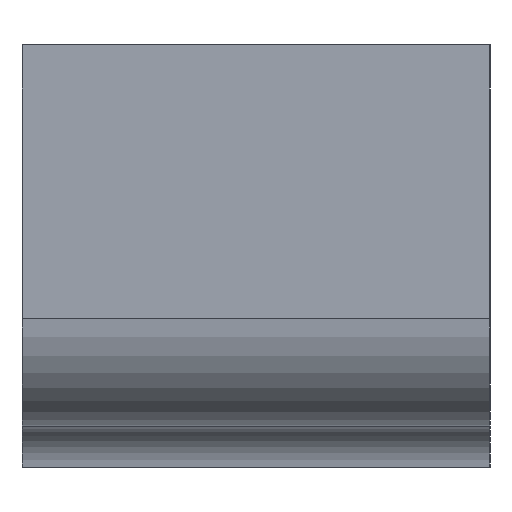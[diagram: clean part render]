
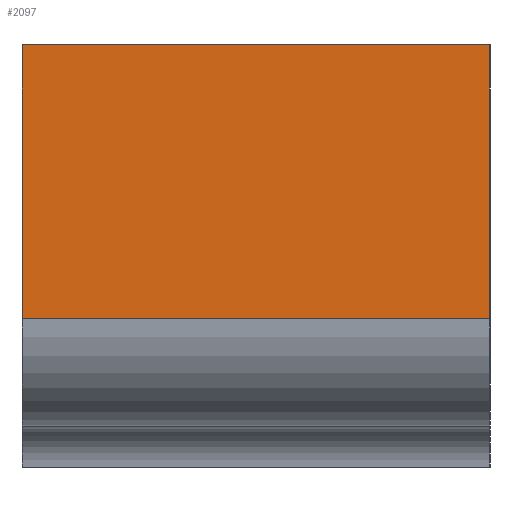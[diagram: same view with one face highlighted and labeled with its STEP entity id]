
A CAD part, left-side view. The second image highlights one B-rep face of the part: STEP entity #2097.
In plain terms, the highlighted planar face has unit normal (-1, 0, -0.027).
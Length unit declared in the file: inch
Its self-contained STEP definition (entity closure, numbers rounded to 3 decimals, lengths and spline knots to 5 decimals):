
#240=FACE_OUTER_BOUND('',#355,.T.);
#355=EDGE_LOOP('',(#1819,#1820,#1821,#1822));
#572=LINE('',#3500,#792);
#573=LINE('',#3503,#793);
#574=LINE('',#3505,#794);
#575=LINE('',#3506,#795);
#792=VECTOR('',#2847,0.3937);
#793=VECTOR('',#2850,0.3937);
#794=VECTOR('',#2851,0.3937);
#795=VECTOR('',#2852,0.3937);
#996=VERTEX_POINT('',#3493);
#999=VERTEX_POINT('',#3498);
#1000=VERTEX_POINT('',#3502);
#1001=VERTEX_POINT('',#3504);
#1294=EDGE_CURVE('',#999,#996,#572,.T.);
#1295=EDGE_CURVE('',#1000,#999,#573,.T.);
#1296=EDGE_CURVE('',#1000,#1001,#574,.T.);
#1297=EDGE_CURVE('',#996,#1001,#575,.F.);
#1819=ORIENTED_EDGE('',*,*,#1294,.F.);
#1820=ORIENTED_EDGE('',*,*,#1295,.F.);
#1821=ORIENTED_EDGE('',*,*,#1296,.T.);
#1822=ORIENTED_EDGE('',*,*,#1297,.F.);
#1997=PLANE('',#2291);
#2097=ADVANCED_FACE('',(#240),#1997,.T.);
#2291=AXIS2_PLACEMENT_3D('',#3501,#2848,#2849);
#2847=DIRECTION('',(0.,1.,0.));
#2848=DIRECTION('center_axis',(-1.,0.,-0.027));
#2849=DIRECTION('ref_axis',(-0.027,0.,1.));
#2850=DIRECTION('',(0.027,0.,-1.));
#2851=DIRECTION('',(0.,1.,0.));
#2852=DIRECTION('',(0.027,0.,-1.));
#3493=CARTESIAN_POINT('',(-3.02507,1.73228,-0.24214));
#3498=CARTESIAN_POINT('',(-3.02507,-0.07874,-0.24214));
#3500=CARTESIAN_POINT('',(-3.02507,0.,-0.24214));
#3501=CARTESIAN_POINT('Origin',(-3.01598,0.,-0.58281));
#3502=CARTESIAN_POINT('',(-3.05331,-0.07874,0.81693));
#3503=CARTESIAN_POINT('',(-3.02268,-0.07874,-0.3318));
#3504=CARTESIAN_POINT('',(-3.05331,1.73228,0.81693));
#3505=CARTESIAN_POINT('',(-3.05331,0.,0.81693));
#3506=CARTESIAN_POINT('',(-3.02268,1.73228,-0.3318));
